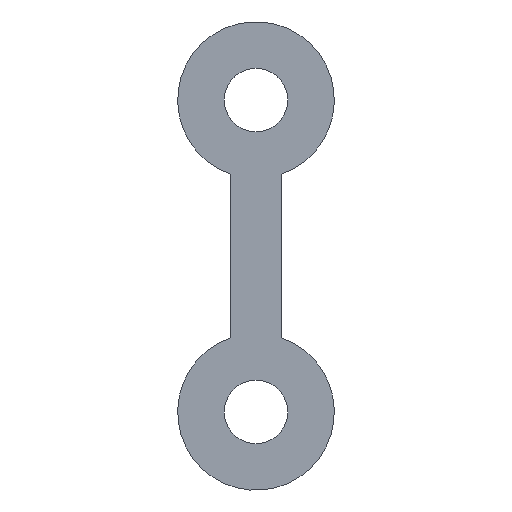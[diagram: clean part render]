
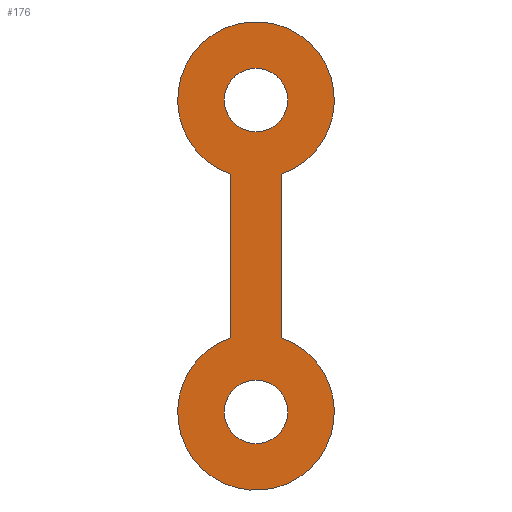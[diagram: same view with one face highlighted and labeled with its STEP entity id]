
A CAD part, top view. The second image highlights one B-rep face of the part: STEP entity #176.
In plain terms, the highlighted planar face has unit normal (0, 0, 1).
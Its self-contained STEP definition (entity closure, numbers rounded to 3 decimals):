
#27=FACE_BOUND('',#55,.T.);
#28=FACE_BOUND('',#56,.T.);
#32=PLANE('',#211);
#42=FACE_OUTER_BOUND('',#54,.T.);
#54=EDGE_LOOP('',(#157,#158,#159,#160));
#55=EDGE_LOOP('',(#161));
#56=EDGE_LOOP('',(#162));
#63=LINE('',#301,#71);
#64=LINE('',#316,#72);
#71=VECTOR('',#251,10.);
#72=VECTOR('',#258,10.);
#78=CIRCLE('',#200,1.25);
#80=CIRCLE('',#204,1.25);
#81=CIRCLE('',#207,3.077);
#82=CIRCLE('',#210,3.077);
#90=VERTEX_POINT('',#287);
#92=VERTEX_POINT('',#295);
#93=VERTEX_POINT('',#299);
#94=VERTEX_POINT('',#300);
#95=VERTEX_POINT('',#309);
#96=VERTEX_POINT('',#315);
#106=EDGE_CURVE('',#90,#90,#78,.T.);
#110=EDGE_CURVE('',#92,#92,#80,.T.);
#111=EDGE_CURVE('',#93,#94,#63,.T.);
#114=EDGE_CURVE('',#95,#94,#81,.F.);
#116=EDGE_CURVE('',#96,#95,#64,.T.);
#118=EDGE_CURVE('',#93,#96,#82,.F.);
#157=ORIENTED_EDGE('',*,*,#118,.F.);
#158=ORIENTED_EDGE('',*,*,#111,.T.);
#159=ORIENTED_EDGE('',*,*,#114,.F.);
#160=ORIENTED_EDGE('',*,*,#116,.F.);
#161=ORIENTED_EDGE('',*,*,#110,.F.);
#162=ORIENTED_EDGE('',*,*,#106,.F.);
#176=ADVANCED_FACE('',(#42,#27,#28),#32,.F.);
#200=AXIS2_PLACEMENT_3D('',#289,#237,#238);
#204=AXIS2_PLACEMENT_3D('',#297,#247,#248);
#207=AXIS2_PLACEMENT_3D('',#310,#254,#255);
#210=AXIS2_PLACEMENT_3D('',#321,#261,#262);
#211=AXIS2_PLACEMENT_3D('',#322,#263,#264);
#237=DIRECTION('center_axis',(0.,0.,
1.));
#238=DIRECTION('ref_axis',(1.,0.,0.));
#247=DIRECTION('center_axis',(0.,0.,
1.));
#248=DIRECTION('ref_axis',(1.,0.,0.));
#251=DIRECTION('',(0.,1.,0.));
#254=DIRECTION('center_axis',(0.,0.,
1.));
#255=DIRECTION('ref_axis',(1.,0.,0.));
#258=DIRECTION('',(0.,1.,0.));
#261=DIRECTION('center_axis',(0.,0.,
1.));
#262=DIRECTION('ref_axis',(1.,0.,0.));
#263=DIRECTION('center_axis',(0.,0.,
-1.));
#264=DIRECTION('ref_axis',(1.,0.,0.));
#287=CARTESIAN_POINT('',(91.75,12.875,19.1));
#289=CARTESIAN_POINT('Origin',(93.,12.875,19.1));
#295=CARTESIAN_POINT('',(91.75,25.125,19.1));
#297=CARTESIAN_POINT('Origin',(93.,25.125,19.1));
#299=CARTESIAN_POINT('',(94.,15.785,19.1));
#300=CARTESIAN_POINT('',(94.,22.215,19.1));
#301=CARTESIAN_POINT('',(94.,12.875,19.1));
#309=CARTESIAN_POINT('',(92.,22.215,19.1));
#310=CARTESIAN_POINT('Origin',(93.,25.125,19.1));
#315=CARTESIAN_POINT('',(92.,15.785,19.1));
#316=CARTESIAN_POINT('',(92.,12.875,19.1));
#321=CARTESIAN_POINT('Origin',(93.,12.875,19.1));
#322=CARTESIAN_POINT('Origin',(93.,19.,19.1));
